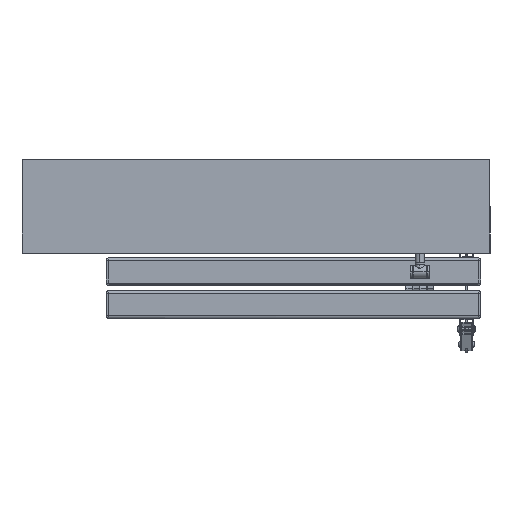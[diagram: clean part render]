
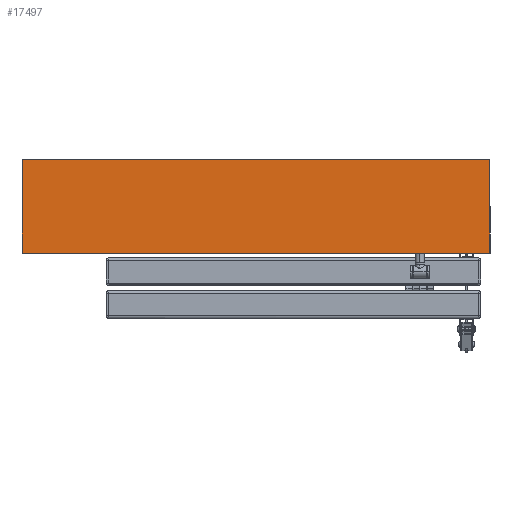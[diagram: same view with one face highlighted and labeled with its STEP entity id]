
A CAD part, left-side view. The second image highlights one B-rep face of the part: STEP entity #17497.
In plain terms, the highlighted face is planar.
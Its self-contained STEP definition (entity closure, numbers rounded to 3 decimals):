
#235 = VECTOR ( 'NONE', #2609, 1000. ) ;
#329 = DIRECTION ( 'NONE',  ( 0., 0., 1. ) ) ;
#438 = LINE ( 'NONE', #29736, #13304 ) ;
#795 = ORIENTED_EDGE ( 'NONE', *, *, #21128, .T. ) ;
#1819 = DIRECTION ( 'NONE',  ( 0., -1., 0. ) ) ;
#2609 = DIRECTION ( 'NONE',  ( -1., 0., 0. ) ) ;
#3297 = PLANE ( 'NONE',  #15139 ) ;
#4436 = CARTESIAN_POINT ( 'NONE',  ( 0., 1000., -105. ) ) ;
#6002 = CARTESIAN_POINT ( 'NONE',  ( -200., 1000., -105. ) ) ;
#8763 = ORIENTED_EDGE ( 'NONE', *, *, #41409, .F. ) ;
#10393 = EDGE_LOOP ( 'NONE', ( #795, #21805, #8763, #19370 ) ) ;
#10679 = VECTOR ( 'NONE', #1819, 1000. ) ;
#11539 = CARTESIAN_POINT ( 'NONE',  ( 0., 1000., -105. ) ) ;
#11643 = VERTEX_POINT ( 'NONE', #28482 ) ;
#12113 = LINE ( 'NONE', #31500, #235 ) ;
#12580 = CARTESIAN_POINT ( 'NONE',  ( 0., 1000., -105. ) ) ;
#13304 = VECTOR ( 'NONE', #39222, 1000. ) ;
#13486 = EDGE_CURVE ( 'NONE', #21816, #32790, #18471, .T. ) ;
#15139 = AXIS2_PLACEMENT_3D ( 'NONE', #12580, #329, #23074 ) ;
#16939 = VECTOR ( 'NONE', #18876, 1000. ) ;
#17497 = ADVANCED_FACE ( 'NONE', ( #38477 ), #3297, .F. ) ;
#18471 = LINE ( 'NONE', #11539, #10679 ) ;
#18876 = DIRECTION ( 'NONE',  ( 0., -1., 0. ) ) ;
#19370 = ORIENTED_EDGE ( 'NONE', *, *, #13486, .T. ) ;
#21128 = EDGE_CURVE ( 'NONE', #32790, #11643, #12113, .T. ) ;
#21805 = ORIENTED_EDGE ( 'NONE', *, *, #24874, .F. ) ;
#21816 = VERTEX_POINT ( 'NONE', #4436 ) ;
#23074 = DIRECTION ( 'NONE',  ( 1., 0., 0. ) ) ;
#24874 = EDGE_CURVE ( 'NONE', #37622, #11643, #34893, .T. ) ;
#28482 = CARTESIAN_POINT ( 'NONE',  ( -200., 0., -105. ) ) ;
#29736 = CARTESIAN_POINT ( 'NONE',  ( 0., 1000., -105. ) ) ;
#31500 = CARTESIAN_POINT ( 'NONE',  ( 0., 0., -105. ) ) ;
#32790 = VERTEX_POINT ( 'NONE', #35829 ) ;
#34893 = LINE ( 'NONE', #6002, #16939 ) ;
#35829 = CARTESIAN_POINT ( 'NONE',  ( 0., 0., -105. ) ) ;
#37622 = VERTEX_POINT ( 'NONE', #37917 ) ;
#37917 = CARTESIAN_POINT ( 'NONE',  ( -200., 1000., -105. ) ) ;
#38477 = FACE_OUTER_BOUND ( 'NONE', #10393, .T. ) ;
#39222 = DIRECTION ( 'NONE',  ( -1., 0., 0. ) ) ;
#41409 = EDGE_CURVE ( 'NONE', #21816, #37622, #438, .T. ) ;
